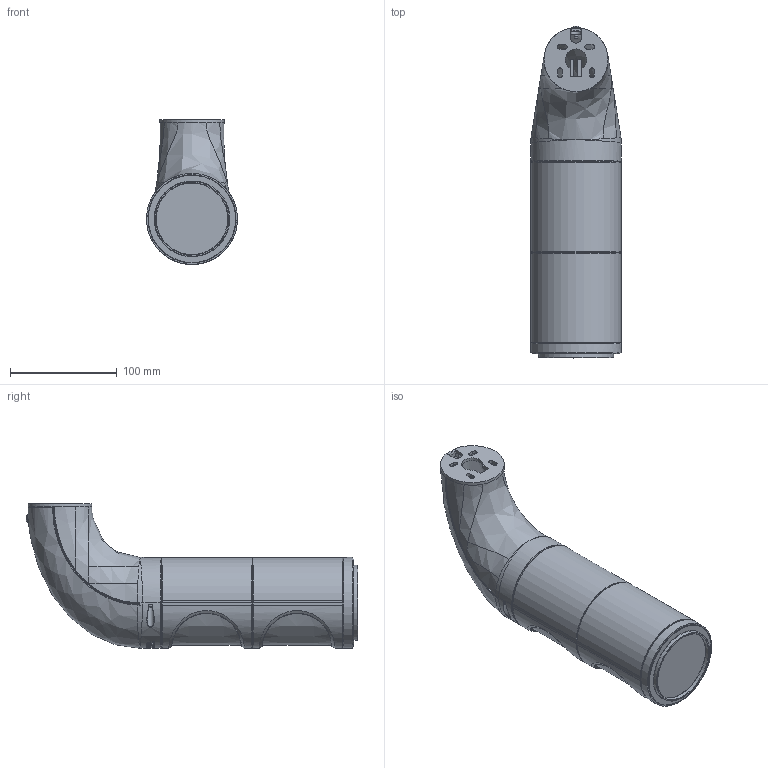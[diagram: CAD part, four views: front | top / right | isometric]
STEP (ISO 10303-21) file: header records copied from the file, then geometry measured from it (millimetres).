
FILE_DESCRIPTION(/* description */ ('Customer part'),/* implementation_level */ '2;1');
FILE_NAME(/* name */ '800000009816_PRT_000.step',/* time_stamp */ '2018-07-16T18:12:55+02:00',/* author */ ('IMPORT'),/* organization */ ('WERMA Signaltechnik GmbH+Co.KG'),/* preprocessor_version */ 'ST-DEVELOPER v17',/* originating_system */ 'Autodesk Inventor 2018',/* authorisation */ 'public');
FILE_SCHEMA (('AUTOMOTIVE_DESIGN { 1 0 10303 214 3 1 1 }'));
Length unit declared in the file: millimetre
Products named in the file (1): 800000009816
Bounding box: 85.8 x 310.74 x 135.7 mm (x, y, z)
Volume: 1261980.2 mm3; surface area: 138670.5 mm2
Topology: 1 solids, 2 shells, 634 faces, 1739 edges, 1144 vertices
Faces by surface type: plane 309, bspline 109, cylinder 108, cone 70, torus 33, sphere 5
Full cylindrical faces by diameter (mm): 3.5 x1, 16 x1, 25.5 x1, 60 x1, 65.6 x1, 65.8 x1
Entity records: 30522 total; most frequent: CARTESIAN_POINT 15130, ORIENTED_EDGE 3464, DIRECTION 2514, EDGE_CURVE 1732, VERTEX_POINT 1144, AXIS2_PLACEMENT_3D 977, EDGE_LOOP 688, B_SPLINE_CURVE_WITH_KNOTS 665
